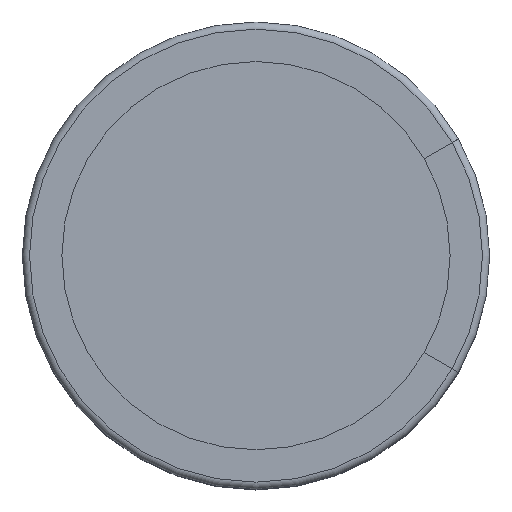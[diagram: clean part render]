
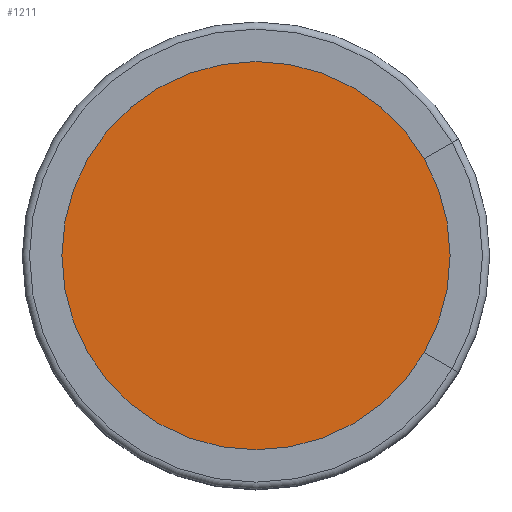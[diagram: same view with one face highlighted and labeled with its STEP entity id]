
A CAD part, top view. The second image highlights one B-rep face of the part: STEP entity #1211.
In plain terms, the highlighted planar face has unit normal (0, 0, 1).
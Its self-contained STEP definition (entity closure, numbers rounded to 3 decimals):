
#870 = EDGE_CURVE('',#871,#871,#873,.T.);
#871 = VERTEX_POINT('',#872);
#872 = CARTESIAN_POINT('',(3.05,0.,5.6));
#873 = SURFACE_CURVE('',#874,(#879,#913),.PCURVE_S1.);
#874 = CIRCLE('',#875,3.05);
#875 = AXIS2_PLACEMENT_3D('',#876,#877,#878);
#876 = CARTESIAN_POINT('',(0.,0.,5.6));
#877 = DIRECTION('',(0.,0.,-1.));
#878 = DIRECTION('',(-1.,-0.,0.));
#879 = PCURVE('',#880,#885);
#880 = TOROIDAL_SURFACE('',#881,3.05,0.1);
#881 = AXIS2_PLACEMENT_3D('',#882,#883,#884);
#882 = CARTESIAN_POINT('',(0.,0.,5.5));
#883 = DIRECTION('',(0.,0.,-1.));
#884 = DIRECTION('',(1.,0.,0.));
#885 = DEFINITIONAL_REPRESENTATION('',(#886),#912);
#886 = B_SPLINE_CURVE_WITH_KNOTS('',3,(#887,#888,#889,#890,#891,#892,
    #893,#894,#895,#896,#897,#898,#899,#900,#901,#902,#903,#904,#905,
    #906,#907,#908,#909,#910,#911),.UNSPECIFIED.,.F.,.F.,(4,1,1,1,1,1,1,
    1,1,1,1,1,1,1,1,1,1,1,1,1,1,1,4),(3.142,3.427,
    3.713,3.998,4.284,4.57,
    4.855,5.141,5.426,5.712,
    5.998,6.283,6.569,6.854,
    7.14,7.426,7.711,7.997,
    8.282,8.568,8.854,9.139,
    9.425),.UNSPECIFIED.);
#887 = CARTESIAN_POINT('',(0.,4.712));
#888 = CARTESIAN_POINT('',(0.095,4.712));
#889 = CARTESIAN_POINT('',(0.286,4.712));
#890 = CARTESIAN_POINT('',(0.571,4.712));
#891 = CARTESIAN_POINT('',(0.857,4.712));
#892 = CARTESIAN_POINT('',(1.142,4.712));
#893 = CARTESIAN_POINT('',(1.428,4.712));
#894 = CARTESIAN_POINT('',(1.714,4.712));
#895 = CARTESIAN_POINT('',(1.999,4.712));
#896 = CARTESIAN_POINT('',(2.285,4.712));
#897 = CARTESIAN_POINT('',(2.57,4.712));
#898 = CARTESIAN_POINT('',(2.856,4.712));
#899 = CARTESIAN_POINT('',(3.142,4.712));
#900 = CARTESIAN_POINT('',(3.427,4.712));
#901 = CARTESIAN_POINT('',(3.713,4.712));
#902 = CARTESIAN_POINT('',(3.998,4.712));
#903 = CARTESIAN_POINT('',(4.284,4.712));
#904 = CARTESIAN_POINT('',(4.57,4.712));
#905 = CARTESIAN_POINT('',(4.855,4.712));
#906 = CARTESIAN_POINT('',(5.141,4.712));
#907 = CARTESIAN_POINT('',(5.426,4.712));
#908 = CARTESIAN_POINT('',(5.712,4.712));
#909 = CARTESIAN_POINT('',(5.998,4.712));
#910 = CARTESIAN_POINT('',(6.188,4.712));
#911 = CARTESIAN_POINT('',(6.283,4.712));
#912 = ( GEOMETRIC_REPRESENTATION_CONTEXT(2) 
PARAMETRIC_REPRESENTATION_CONTEXT() REPRESENTATION_CONTEXT('2D SPACE',''
  ) );
#913 = PCURVE('',#914,#919);
#914 = PLANE('',#915);
#915 = AXIS2_PLACEMENT_3D('',#916,#917,#918);
#916 = CARTESIAN_POINT('',(0.,0.,5.6));
#917 = DIRECTION('',(0.,0.,-1.));
#918 = DIRECTION('',(1.,0.,0.));
#919 = DEFINITIONAL_REPRESENTATION('',(#920),#924);
#920 = CIRCLE('',#921,3.05);
#921 = AXIS2_PLACEMENT_2D('',#922,#923);
#922 = CARTESIAN_POINT('',(0.,0.));
#923 = DIRECTION('',(-1.,0.));
#924 = ( GEOMETRIC_REPRESENTATION_CONTEXT(2) 
PARAMETRIC_REPRESENTATION_CONTEXT() REPRESENTATION_CONTEXT('2D SPACE',''
  ) );
#1211 = ADVANCED_FACE('',(#1212),#914,.F.);
#1212 = FACE_BOUND('',#1213,.T.);
#1213 = EDGE_LOOP('',(#1214));
#1214 = ORIENTED_EDGE('',*,*,#870,.F.);
